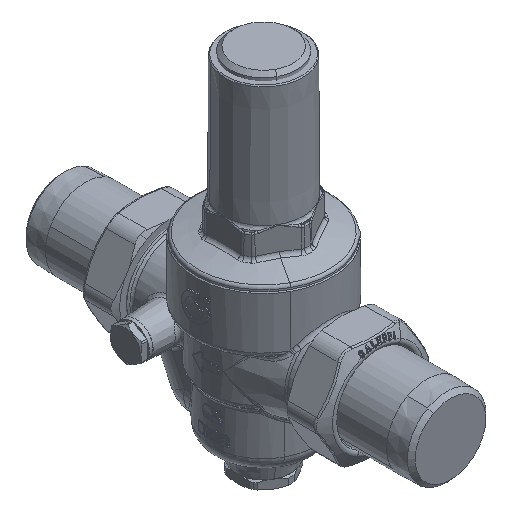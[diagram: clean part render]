
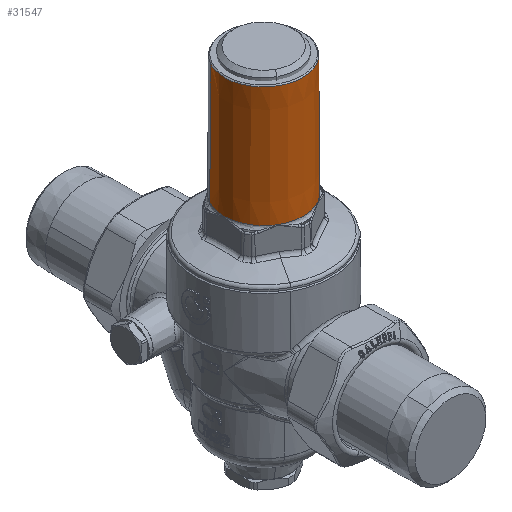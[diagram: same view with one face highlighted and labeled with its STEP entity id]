
A CAD part, isometric view. The second image highlights one B-rep face of the part: STEP entity #31547.
In plain terms, the highlighted conical face has half-angle 0.263 degrees and reference radius 20.5 mm.
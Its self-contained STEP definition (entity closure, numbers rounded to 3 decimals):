
#26336=CARTESIAN_POINT('Vertex',(-18.249,9.97,62.649)) ;
#26339=CARTESIAN_POINT('Axis2P3D Location',(0.,0.,62.649)) ;
#26343=CARTESIAN_POINT('Vertex',(18.249,-9.97,62.649)) ;
#31505=CARTESIAN_POINT('Line Origine',(20.007,-10.93,-373.244)) ;
#31509=CARTESIAN_POINT('Vertex',(17.996,-9.831,125.494)) ;
#31516=CARTESIAN_POINT('Vertex',(-17.996,9.831,125.494)) ;
#31519=CARTESIAN_POINT('Line Origine',(-20.007,10.93,-373.244)) ;
#31531=CARTESIAN_POINT('Axis2P3D Location',(0.,0.,126.751)) ;
#31536=CARTESIAN_POINT('Axis2P3D Location',(0.,0.,125.494)) ;
#26340=DIRECTION('Axis2P3D Direction',(0.,0.,-1.)) ;
#31506=DIRECTION('Vector Direction',(0.004,-0.002,-1.)) ;
#31520=DIRECTION('Vector Direction',(-0.004,0.002,-1.)) ;
#31532=DIRECTION('Axis2P3D Direction',(0.,0.,-1.)) ;
#31533=DIRECTION('Axis2P3D XDirection',(0.479,0.878,0.)) ;
#31537=DIRECTION('Axis2P3D Direction',(0.,0.,-1.)) ;
#26341=AXIS2_PLACEMENT_3D('Circle Axis2P3D',#26339,#26340,$) ;
#31534=AXIS2_PLACEMENT_3D('Cone Axis2P3D',#31531,#31532,#31533) ;
#31538=AXIS2_PLACEMENT_3D('Circle Axis2P3D',#31536,#31537,$) ;
#31542=ORIENTED_EDGE('',*,*,#31523,.F.) ;
#31543=ORIENTED_EDGE('',*,*,#31540,.T.) ;
#31544=ORIENTED_EDGE('',*,*,#31511,.F.) ;
#31545=ORIENTED_EDGE('',*,*,#26345,.F.) ;
#31507=VECTOR('Line Direction',#31506,1.) ;
#31521=VECTOR('Line Direction',#31520,1.) ;
#31547=ADVANCED_FACE('Sheet.2',(#31546),#31535,.F.) ;
#26342=CIRCLE('generated circle',#26341,20.795) ;
#31539=CIRCLE('generated circle',#31538,20.506) ;
#31535=CONICAL_SURFACE('Cone',#31534,20.5,0.005) ;
#26345=EDGE_CURVE('',#26337,#26344,#26342,.F.) ;
#31511=EDGE_CURVE('',#26344,#31510,#31508,.F.) ;
#31523=EDGE_CURVE('',#31517,#26337,#31522,.T.) ;
#31540=EDGE_CURVE('',#31517,#31510,#31539,.F.) ;
#31541=EDGE_LOOP('',(#31542,#31543,#31544,#31545)) ;
#31546=FACE_OUTER_BOUND('',#31541,.T.) ;
#31508=LINE('Line',#31505,#31507) ;
#31522=LINE('Line',#31519,#31521) ;
#26337=VERTEX_POINT('',#26336) ;
#26344=VERTEX_POINT('',#26343) ;
#31510=VERTEX_POINT('',#31509) ;
#31517=VERTEX_POINT('',#31516) ;
